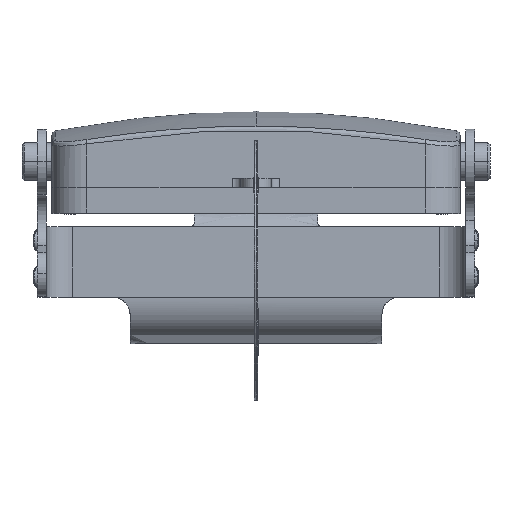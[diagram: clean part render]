
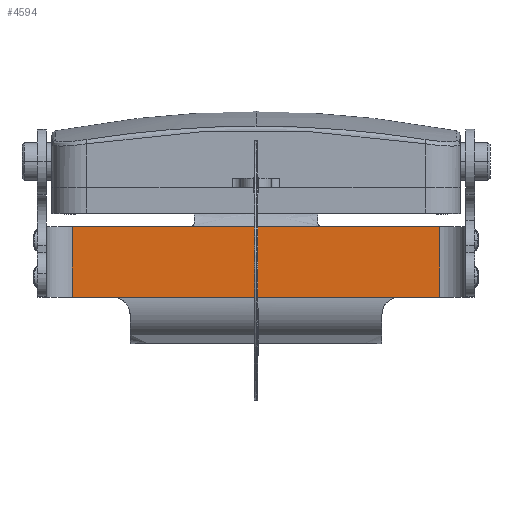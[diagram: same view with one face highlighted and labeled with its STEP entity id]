
A CAD part, top view. The second image highlights one B-rep face of the part: STEP entity #4594.
In plain terms, the highlighted planar face has unit normal (0, 0, 1).
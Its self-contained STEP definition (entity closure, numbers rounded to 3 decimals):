
#32 = EDGE_LOOP ( 'NONE', ( #1024, #2808, #8366, #7634, #6439, #9954, #7063, #3667 ) ) ;
#70 = LINE ( 'NONE', #5793, #6087 ) ;
#230 = EDGE_CURVE ( 'NONE', #5915, #690, #5045, .T. ) ;
#520 = CARTESIAN_POINT ( 'NONE',  ( 29., -25.1, -45.5 ) ) ;
#690 = VERTEX_POINT ( 'NONE', #5467 ) ;
#771 = CARTESIAN_POINT ( 'NONE',  ( -42.28, -35.9, -45.5 ) ) ;
#782 = CARTESIAN_POINT ( 'NONE',  ( -33., -25.1, -45.5 ) ) ;
#984 = VERTEX_POINT ( 'NONE', #2908 ) ;
#1024 = ORIENTED_EDGE ( 'NONE', *, *, #4565, .F. ) ;
#1398 = VECTOR ( 'NONE', #8800, 1000. ) ;
#1966 = VECTOR ( 'NONE', #8043, 1000. ) ;
#2010 = VERTEX_POINT ( 'NONE', #6579 ) ;
#2325 = LINE ( 'NONE', #771, #4138 ) ;
#2354 = EDGE_CURVE ( 'NONE', #5915, #7707, #7380, .T. ) ;
#2529 = LINE ( 'NONE', #9602, #4604 ) ;
#2790 = CARTESIAN_POINT ( 'NONE',  ( 0., -8.9, -45.5 ) ) ;
#2808 = ORIENTED_EDGE ( 'NONE', *, *, #8305, .T. ) ;
#2908 = CARTESIAN_POINT ( 'NONE',  ( 42.28, -8.9, -45.5 ) ) ;
#2965 = VECTOR ( 'NONE', #7736, 1000. ) ;
#3263 = VERTEX_POINT ( 'NONE', #4647 ) ;
#3384 = LINE ( 'NONE', #2790, #5205 ) ;
#3474 = LINE ( 'NONE', #5758, #1398 ) ;
#3607 = DIRECTION ( 'NONE',  ( -1., 0., 0. ) ) ;
#3667 = ORIENTED_EDGE ( 'NONE', *, *, #7861, .T. ) ;
#3945 = DIRECTION ( 'NONE',  ( 0., 0., 1. ) ) ;
#4138 = VECTOR ( 'NONE', #7773, 1000. ) ;
#4278 = DIRECTION ( 'NONE',  ( 1., 0., 0. ) ) ;
#4395 = FACE_OUTER_BOUND ( 'NONE', #32, .T. ) ;
#4443 = EDGE_CURVE ( 'NONE', #984, #3263, #70, .T. ) ;
#4565 = EDGE_CURVE ( 'NONE', #9864, #7841, #2325, .T. ) ;
#4594 = ADVANCED_FACE ( 'NONE', ( #4395 ), #8570, .T. ) ;
#4604 = VECTOR ( 'NONE', #4278, 1000. ) ;
#4647 = CARTESIAN_POINT ( 'NONE',  ( 15.175, -8.9, -45.5 ) ) ;
#4701 = CARTESIAN_POINT ( 'NONE',  ( 0., -35.9, -45.5 ) ) ;
#5032 = DIRECTION ( 'NONE',  ( -1., 0., 0. ) ) ;
#5045 = LINE ( 'NONE', #7859, #2965 ) ;
#5205 = VECTOR ( 'NONE', #9677, 1000. ) ;
#5308 = VECTOR ( 'NONE', #3607, 1000. ) ;
#5467 = CARTESIAN_POINT ( 'NONE',  ( 42.28, -25.1, -45.5 ) ) ;
#5594 = AXIS2_PLACEMENT_3D ( 'NONE', #4701, #3945, #9292 ) ;
#5758 = CARTESIAN_POINT ( 'NONE',  ( 14.175, -8.9, -45.5 ) ) ;
#5793 = CARTESIAN_POINT ( 'NONE',  ( 0., -8.9, -45.5 ) ) ;
#5915 = VERTEX_POINT ( 'NONE', #7601 ) ;
#6087 = VECTOR ( 'NONE', #5032, 1000. ) ;
#6243 = EDGE_CURVE ( 'NONE', #690, #984, #8364, .T. ) ;
#6439 = ORIENTED_EDGE ( 'NONE', *, *, #6243, .T. ) ;
#6500 = CARTESIAN_POINT ( 'NONE',  ( 42.28, -35.9, -45.5 ) ) ;
#6579 = CARTESIAN_POINT ( 'NONE',  ( -15.175, -8.9, -45.5 ) ) ;
#7063 = ORIENTED_EDGE ( 'NONE', *, *, #7098, .T. ) ;
#7098 = EDGE_CURVE ( 'NONE', #3263, #2010, #3474, .T. ) ;
#7380 = LINE ( 'NONE', #520, #5308 ) ;
#7407 = CARTESIAN_POINT ( 'NONE',  ( -42.28, -8.9, -45.5 ) ) ;
#7601 = CARTESIAN_POINT ( 'NONE',  ( 33., -25.1, -45.5 ) ) ;
#7634 = ORIENTED_EDGE ( 'NONE', *, *, #230, .T. ) ;
#7707 = VERTEX_POINT ( 'NONE', #782 ) ;
#7736 = DIRECTION ( 'NONE',  ( 1., 0., 0. ) ) ;
#7773 = DIRECTION ( 'NONE',  ( 0., 1., 0. ) ) ;
#7841 = VERTEX_POINT ( 'NONE', #7407 ) ;
#7859 = CARTESIAN_POINT ( 'NONE',  ( 0., -25.1, -45.5 ) ) ;
#7861 = EDGE_CURVE ( 'NONE', #2010, #7841, #3384, .T. ) ;
#8043 = DIRECTION ( 'NONE',  ( 0., 1., 0. ) ) ;
#8305 = EDGE_CURVE ( 'NONE', #9864, #7707, #2529, .T. ) ;
#8364 = LINE ( 'NONE', #6500, #1966 ) ;
#8366 = ORIENTED_EDGE ( 'NONE', *, *, #2354, .F. ) ;
#8570 = PLANE ( 'NONE',  #5594 ) ;
#8641 = CARTESIAN_POINT ( 'NONE',  ( -42.28, -25.1, -45.5 ) ) ;
#8800 = DIRECTION ( 'NONE',  ( -1., 0., 0. ) ) ;
#9292 = DIRECTION ( 'NONE',  ( 1., 0., 0. ) ) ;
#9602 = CARTESIAN_POINT ( 'NONE',  ( 0., -25.1, -45.5 ) ) ;
#9677 = DIRECTION ( 'NONE',  ( -1., 0., 0. ) ) ;
#9864 = VERTEX_POINT ( 'NONE', #8641 ) ;
#9954 = ORIENTED_EDGE ( 'NONE', *, *, #4443, .T. ) ;
